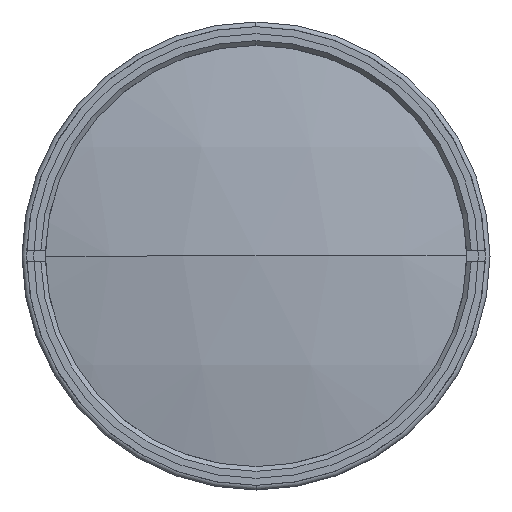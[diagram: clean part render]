
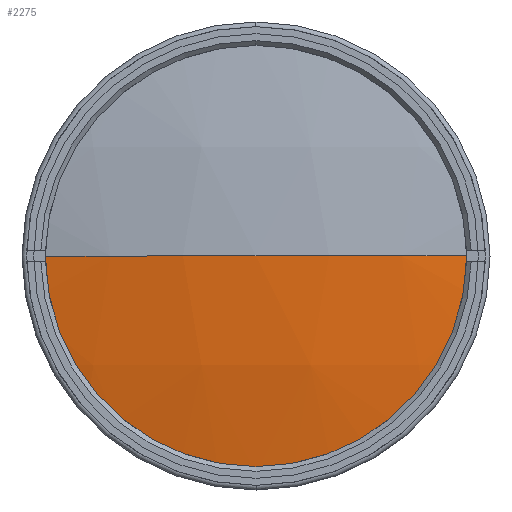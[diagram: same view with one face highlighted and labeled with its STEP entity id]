
A CAD part, left-side view. The second image highlights one B-rep face of the part: STEP entity #2275.
In plain terms, the highlighted spherical face has radius 224 mm.
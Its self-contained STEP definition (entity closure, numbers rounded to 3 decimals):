
#194 = AXIS2_PLACEMENT_3D ( 'NONE', #4322, #4321, #4320 ) ;
#322 = CARTESIAN_POINT ( 'NONE',  ( -24.98, 6.473, 0. ) ) ;
#342 = CARTESIAN_POINT ( 'NONE',  ( -20.1, 52.973, 0. ) ) ;
#352 = CARTESIAN_POINT ( 'NONE',  ( -20.1, -40.027, 0. ) ) ;
#1433 = EDGE_LOOP ( 'NONE', ( #5182, #5249, #5257 ) ) ;
#1522 = VERTEX_POINT ( 'NONE', #352 ) ;
#1532 = VERTEX_POINT ( 'NONE', #342 ) ;
#1552 = VERTEX_POINT ( 'NONE', #322 ) ;
#1860 = EDGE_CURVE ( 'NONE', #1532, #1552, #3240, .T. ) ;
#1865 = EDGE_CURVE ( 'NONE', #1522, #1552, #3212, .T. ) ;
#1873 = EDGE_CURVE ( 'NONE', #1532, #1522, #3214, .T. ) ;
#2275 = ADVANCED_FACE ( 'NONE', ( #4364 ), #4357, .T. ) ;
#2706 = DIRECTION ( 'NONE',  ( 0., 0., 1. ) ) ;
#2707 = DIRECTION ( 'NONE',  ( -1., 0., 0. ) ) ;
#2708 = CARTESIAN_POINT ( 'NONE',  ( -20.1, 6.473, 0. ) ) ;
#2727 = DIRECTION ( 'NONE',  ( -1., 0., 0. ) ) ;
#2728 = DIRECTION ( 'NONE',  ( 0., 0., -1. ) ) ;
#2729 = CARTESIAN_POINT ( 'NONE',  ( 199.02, 6.473, 0. ) ) ;
#2743 = DIRECTION ( 'NONE',  ( 1., 0., 0. ) ) ;
#2744 = DIRECTION ( 'NONE',  ( 0., 0., 1. ) ) ;
#2745 = CARTESIAN_POINT ( 'NONE',  ( 199.02, 6.473, 0. ) ) ;
#3207 = AXIS2_PLACEMENT_3D ( 'NONE', #2729, #2728, #2727 ) ;
#3212 = CIRCLE ( 'NONE', #3207, 224. ) ;
#3214 = CIRCLE ( 'NONE', #3236, 46.5 ) ;
#3229 = AXIS2_PLACEMENT_3D ( 'NONE', #2745, #2744, #2743 ) ;
#3236 = AXIS2_PLACEMENT_3D ( 'NONE', #2708, #2707, #2706 ) ;
#3240 = CIRCLE ( 'NONE', #3229, 224. ) ;
#4320 = DIRECTION ( 'NONE',  ( 0., 1., 0. ) ) ;
#4321 = DIRECTION ( 'NONE',  ( 0., 0., -1. ) ) ;
#4322 = CARTESIAN_POINT ( 'NONE',  ( 199.02, 6.473, 0. ) ) ;
#4357 = SPHERICAL_SURFACE ( 'NONE', #194, 224. ) ;
#4364 = FACE_OUTER_BOUND ( 'NONE', #1433, .T. ) ;
#5182 = ORIENTED_EDGE ( 'NONE', *, *, #1873, .T. ) ;
#5249 = ORIENTED_EDGE ( 'NONE', *, *, #1865, .T. ) ;
#5257 = ORIENTED_EDGE ( 'NONE', *, *, #1860, .F. ) ;
